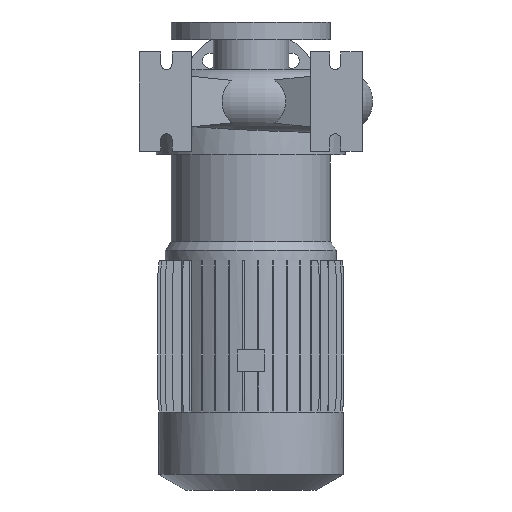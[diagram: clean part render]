
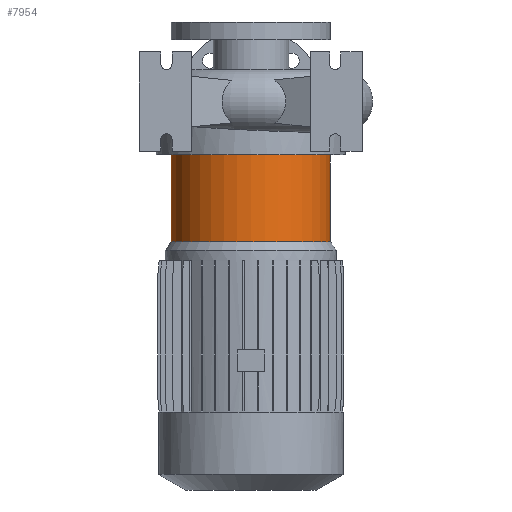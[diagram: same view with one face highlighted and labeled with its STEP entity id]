
A CAD part, front view. The second image highlights one B-rep face of the part: STEP entity #7954.
In plain terms, the highlighted cylindrical face has radius 100 mm (diameter 200 mm), a partial arc.
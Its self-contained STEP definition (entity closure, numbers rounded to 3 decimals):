
#144 = AXIS2_PLACEMENT_3D ( 'NONE', #4740, #7995, #3723 ) ;
#923 = DIRECTION ( 'NONE',  ( 0., 0., 1. ) ) ;
#1531 = ORIENTED_EDGE ( 'NONE', *, *, #9847, .T. ) ;
#1563 = VERTEX_POINT ( 'NONE', #7019 ) ;
#1831 = CARTESIAN_POINT ( 'NONE',  ( 100., 0., -176.172 ) ) ;
#2601 = EDGE_CURVE ( 'NONE', #9427, #9864, #12008, .T. ) ;
#2910 = AXIS2_PLACEMENT_3D ( 'NONE', #12056, #3440, #5621 ) ;
#3389 = ORIENTED_EDGE ( 'NONE', *, *, #9241, .F. ) ;
#3440 = DIRECTION ( 'NONE',  ( 0., 0., 1. ) ) ;
#3723 = DIRECTION ( 'NONE',  ( 1., 0., 0. ) ) ;
#4135 = DIRECTION ( 'NONE',  ( 1., 0., 0. ) ) ;
#4740 = CARTESIAN_POINT ( 'NONE',  ( 0., 0., -67. ) ) ;
#4870 = EDGE_LOOP ( 'NONE', ( #9282, #1531, #8203, #3389 ) ) ;
#5478 = CIRCLE ( 'NONE', #144, 100. ) ;
#5621 = DIRECTION ( 'NONE',  ( 1., 0., 0. ) ) ;
#6412 = AXIS2_PLACEMENT_3D ( 'NONE', #13856, #12761, #4135 ) ;
#6520 = VECTOR ( 'NONE', #13030, 1000. ) ;
#6993 = EDGE_CURVE ( 'NONE', #10138, #1563, #10776, .T. ) ;
#7019 = CARTESIAN_POINT ( 'NONE',  ( -100., 0., -67. ) ) ;
#7954 = ADVANCED_FACE ( 'NONE', ( #13436 ), #13146, .T. ) ;
#7995 = DIRECTION ( 'NONE',  ( 0., 0., 1. ) ) ;
#8203 = ORIENTED_EDGE ( 'NONE', *, *, #2601, .T. ) ;
#9241 = EDGE_CURVE ( 'NONE', #1563, #9864, #5478, .T. ) ;
#9282 = ORIENTED_EDGE ( 'NONE', *, *, #6993, .F. ) ;
#9427 = VERTEX_POINT ( 'NONE', #1831 ) ;
#9830 = CARTESIAN_POINT ( 'NONE',  ( -100., 0., 100. ) ) ;
#9847 = EDGE_CURVE ( 'NONE', #10138, #9427, #12656, .T. ) ;
#9864 = VERTEX_POINT ( 'NONE', #13932 ) ;
#10085 = VECTOR ( 'NONE', #923, 1000. ) ;
#10138 = VERTEX_POINT ( 'NONE', #12426 ) ;
#10776 = LINE ( 'NONE', #9830, #10085 ) ;
#12008 = LINE ( 'NONE', #14129, #6520 ) ;
#12056 = CARTESIAN_POINT ( 'NONE',  ( 0., 0., 100. ) ) ;
#12426 = CARTESIAN_POINT ( 'NONE',  ( -100., 0., -176.172 ) ) ;
#12656 = CIRCLE ( 'NONE', #6412, 100. ) ;
#12761 = DIRECTION ( 'NONE',  ( 0., 0., 1. ) ) ;
#13030 = DIRECTION ( 'NONE',  ( 0., 0., 1. ) ) ;
#13146 = CYLINDRICAL_SURFACE ( 'NONE', #2910, 100. ) ;
#13436 = FACE_OUTER_BOUND ( 'NONE', #4870, .T. ) ;
#13856 = CARTESIAN_POINT ( 'NONE',  ( 0., 0., -176.172 ) ) ;
#13932 = CARTESIAN_POINT ( 'NONE',  ( 100., 0., -67. ) ) ;
#14129 = CARTESIAN_POINT ( 'NONE',  ( 100., 0., 100. ) ) ;
